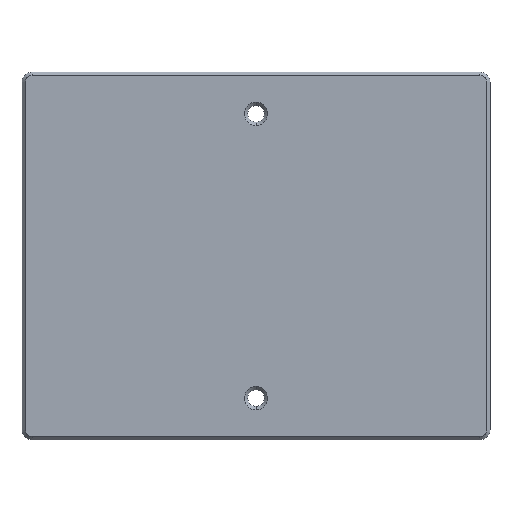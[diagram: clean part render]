
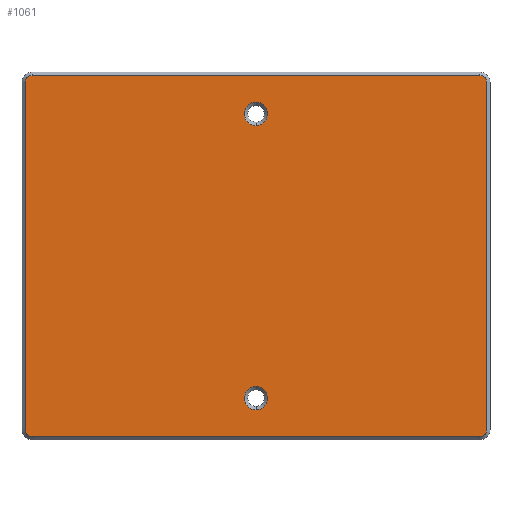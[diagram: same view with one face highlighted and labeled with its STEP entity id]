
A CAD part, front view. The second image highlights one B-rep face of the part: STEP entity #1061.
In plain terms, the highlighted planar face has unit normal (0, -1, 0).
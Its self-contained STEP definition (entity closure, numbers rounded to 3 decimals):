
#5 = DIRECTION ( 'NONE',  ( -1., 0., 0. ) ) ;
#23 = CARTESIAN_POINT ( 'NONE',  ( -67., 0., 52. ) ) ;
#24 = CARTESIAN_POINT ( 'NONE',  ( 67., 0., -54. ) ) ;
#45 = DIRECTION ( 'NONE',  ( 0., 0., -1. ) ) ;
#49 = EDGE_CURVE ( 'NONE', #1803, #2064, #468, .T. ) ;
#54 = ORIENTED_EDGE ( 'NONE', *, *, #1253, .T. ) ;
#72 = CARTESIAN_POINT ( 'NONE',  ( 67., 0., -54. ) ) ;
#134 = CARTESIAN_POINT ( 'NONE',  ( -69., 0., -52. ) ) ;
#140 = ORIENTED_EDGE ( 'NONE', *, *, #1770, .T. ) ;
#150 = EDGE_CURVE ( 'NONE', #192, #1131, #992, .T. ) ;
#168 = ORIENTED_EDGE ( 'NONE', *, *, #1802, .T. ) ;
#175 = CARTESIAN_POINT ( 'NONE',  ( 0., 0., 39. ) ) ;
#190 = EDGE_CURVE ( 'NONE', #234, #1803, #410, .T. ) ;
#192 = VERTEX_POINT ( 'NONE', #2664 ) ;
#195 = DIRECTION ( 'NONE',  ( 0., 0., -1. ) ) ;
#214 = LINE ( 'NONE', #1092, #2743 ) ;
#222 = CARTESIAN_POINT ( 'NONE',  ( -67., 0., -54. ) ) ;
#234 = VERTEX_POINT ( 'NONE', #222 ) ;
#237 = DIRECTION ( 'NONE',  ( 0., 1., 0. ) ) ;
#251 = ORIENTED_EDGE ( 'NONE', *, *, #49, .T. ) ;
#293 = DIRECTION ( 'NONE',  ( 0., -1., 0. ) ) ;
#299 = VECTOR ( 'NONE', #867, 1000. ) ;
#338 = DIRECTION ( 'NONE',  ( 0., -1., 0. ) ) ;
#355 = ORIENTED_EDGE ( 'NONE', *, *, #2246, .T. ) ;
#398 = AXIS2_PLACEMENT_3D ( 'NONE', #853, #2183, #195 ) ;
#410 = LINE ( 'NONE', #24, #299 ) ;
#464 = CARTESIAN_POINT ( 'NONE',  ( 0., 0., -46. ) ) ;
#468 = CIRCLE ( 'NONE', #1205, 2. ) ;
#489 = AXIS2_PLACEMENT_3D ( 'NONE', #2182, #1728, #1055 ) ;
#507 = DIRECTION ( 'NONE',  ( 0., 0., -1. ) ) ;
#582 = CARTESIAN_POINT ( 'NONE',  ( 69., 0., 52. ) ) ;
#587 = CIRCLE ( 'NONE', #626, 3.5 ) ;
#626 = AXIS2_PLACEMENT_3D ( 'NONE', #1567, #237, #507 ) ;
#639 = ORIENTED_EDGE ( 'NONE', *, *, #1461, .T. ) ;
#650 = VERTEX_POINT ( 'NONE', #582 ) ;
#701 = ORIENTED_EDGE ( 'NONE', *, *, #1279, .T. ) ;
#761 = CARTESIAN_POINT ( 'NONE',  ( 0., 0., 0. ) ) ;
#785 = VECTOR ( 'NONE', #2836, 1000. ) ;
#853 = CARTESIAN_POINT ( 'NONE',  ( -67., 0., -52. ) ) ;
#867 = DIRECTION ( 'NONE',  ( 1., 0., 0. ) ) ;
#868 = CARTESIAN_POINT ( 'NONE',  ( 0., 0., -39. ) ) ;
#913 = ORIENTED_EDGE ( 'NONE', *, *, #1946, .T. ) ;
#916 = EDGE_LOOP ( 'NONE', ( #2559, #913, #1093, #140, #1422, #251, #54, #355 ) ) ;
#931 = VERTEX_POINT ( 'NONE', #2840 ) ;
#933 = VERTEX_POINT ( 'NONE', #868 ) ;
#936 = CIRCLE ( 'NONE', #489, 3.5 ) ;
#968 = AXIS2_PLACEMENT_3D ( 'NONE', #761, #293, #991 ) ;
#991 = DIRECTION ( 'NONE',  ( 0., 0., -1. ) ) ;
#992 = LINE ( 'NONE', #1749, #1260 ) ;
#1041 = VERTEX_POINT ( 'NONE', #134 ) ;
#1055 = DIRECTION ( 'NONE',  ( 0., 0., -1. ) ) ;
#1061 = ADVANCED_FACE ( 'NONE', ( #1843, #1669, #2736 ), #2708, .T. ) ;
#1092 = CARTESIAN_POINT ( 'NONE',  ( -69., 0., -52. ) ) ;
#1093 = ORIENTED_EDGE ( 'NONE', *, *, #2115, .T. ) ;
#1126 = CIRCLE ( 'NONE', #2740, 3.5 ) ;
#1131 = VERTEX_POINT ( 'NONE', #1912 ) ;
#1165 = CARTESIAN_POINT ( 'NONE',  ( 0., 0., 42.5 ) ) ;
#1169 = CARTESIAN_POINT ( 'NONE',  ( 67., 0., 52. ) ) ;
#1194 = DIRECTION ( 'NONE',  ( 0., 1., 0. ) ) ;
#1204 = AXIS2_PLACEMENT_3D ( 'NONE', #1899, #1194, #2349 ) ;
#1205 = AXIS2_PLACEMENT_3D ( 'NONE', #2542, #338, #2580 ) ;
#1253 = EDGE_CURVE ( 'NONE', #2064, #650, #1524, .T. ) ;
#1259 = CARTESIAN_POINT ( 'NONE',  ( 69., 0., 52. ) ) ;
#1260 = VECTOR ( 'NONE', #5, 1000. ) ;
#1279 = EDGE_CURVE ( 'NONE', #931, #1717, #1332, .T. ) ;
#1332 = CIRCLE ( 'NONE', #1204, 3.5 ) ;
#1422 = ORIENTED_EDGE ( 'NONE', *, *, #190, .T. ) ;
#1454 = CIRCLE ( 'NONE', #1503, 2. ) ;
#1461 = EDGE_CURVE ( 'NONE', #1717, #931, #1126, .T. ) ;
#1503 = AXIS2_PLACEMENT_3D ( 'NONE', #23, #1787, #2675 ) ;
#1524 = LINE ( 'NONE', #1259, #785 ) ;
#1567 = CARTESIAN_POINT ( 'NONE',  ( 0., 0., -42.5 ) ) ;
#1597 = CIRCLE ( 'NONE', #398, 2. ) ;
#1612 = EDGE_CURVE ( 'NONE', #933, #2215, #936, .T. ) ;
#1669 = FACE_BOUND ( 'NONE', #1973, .T. ) ;
#1686 = VERTEX_POINT ( 'NONE', #2195 ) ;
#1717 = VERTEX_POINT ( 'NONE', #175 ) ;
#1728 = DIRECTION ( 'NONE',  ( 0., 1., 0. ) ) ;
#1749 = CARTESIAN_POINT ( 'NONE',  ( -67., 0., 54. ) ) ;
#1770 = EDGE_CURVE ( 'NONE', #1041, #234, #1597, .T. ) ;
#1787 = DIRECTION ( 'NONE',  ( 0., -1., 0. ) ) ;
#1802 = EDGE_CURVE ( 'NONE', #2215, #933, #587, .T. ) ;
#1803 = VERTEX_POINT ( 'NONE', #72 ) ;
#1813 = CARTESIAN_POINT ( 'NONE',  ( 69., 0., -52. ) ) ;
#1843 = FACE_OUTER_BOUND ( 'NONE', #916, .T. ) ;
#1899 = CARTESIAN_POINT ( 'NONE',  ( 0., 0., 42.5 ) ) ;
#1912 = CARTESIAN_POINT ( 'NONE',  ( -67., 0., 54. ) ) ;
#1946 = EDGE_CURVE ( 'NONE', #1131, #1686, #1454, .T. ) ;
#1973 = EDGE_LOOP ( 'NONE', ( #639, #701 ) ) ;
#2009 = DIRECTION ( 'NONE',  ( 0., 1., 0. ) ) ;
#2019 = AXIS2_PLACEMENT_3D ( 'NONE', #1169, #2286, #45 ) ;
#2064 = VERTEX_POINT ( 'NONE', #1813 ) ;
#2080 = ORIENTED_EDGE ( 'NONE', *, *, #1612, .T. ) ;
#2115 = EDGE_CURVE ( 'NONE', #1686, #1041, #214, .T. ) ;
#2120 = CIRCLE ( 'NONE', #2019, 2. ) ;
#2182 = CARTESIAN_POINT ( 'NONE',  ( 0., 0., -42.5 ) ) ;
#2183 = DIRECTION ( 'NONE',  ( 0., -1., 0. ) ) ;
#2195 = CARTESIAN_POINT ( 'NONE',  ( -69., 0., 52. ) ) ;
#2211 = DIRECTION ( 'NONE',  ( 0., 0., -1. ) ) ;
#2215 = VERTEX_POINT ( 'NONE', #464 ) ;
#2246 = EDGE_CURVE ( 'NONE', #650, #192, #2120, .T. ) ;
#2247 = EDGE_LOOP ( 'NONE', ( #168, #2080 ) ) ;
#2253 = DIRECTION ( 'NONE',  ( 0., 0., -1. ) ) ;
#2286 = DIRECTION ( 'NONE',  ( 0., -1., 0. ) ) ;
#2349 = DIRECTION ( 'NONE',  ( 0., 0., -1. ) ) ;
#2542 = CARTESIAN_POINT ( 'NONE',  ( 67., 0., -52. ) ) ;
#2559 = ORIENTED_EDGE ( 'NONE', *, *, #150, .T. ) ;
#2580 = DIRECTION ( 'NONE',  ( 0., 0., -1. ) ) ;
#2664 = CARTESIAN_POINT ( 'NONE',  ( 67., 0., 54. ) ) ;
#2675 = DIRECTION ( 'NONE',  ( 0., 0., -1. ) ) ;
#2708 = PLANE ( 'NONE',  #968 ) ;
#2736 = FACE_BOUND ( 'NONE', #2247, .T. ) ;
#2740 = AXIS2_PLACEMENT_3D ( 'NONE', #1165, #2009, #2253 ) ;
#2743 = VECTOR ( 'NONE', #2211, 1000. ) ;
#2836 = DIRECTION ( 'NONE',  ( 0., 0., 1. ) ) ;
#2840 = CARTESIAN_POINT ( 'NONE',  ( 0., 0., 46. ) ) ;
